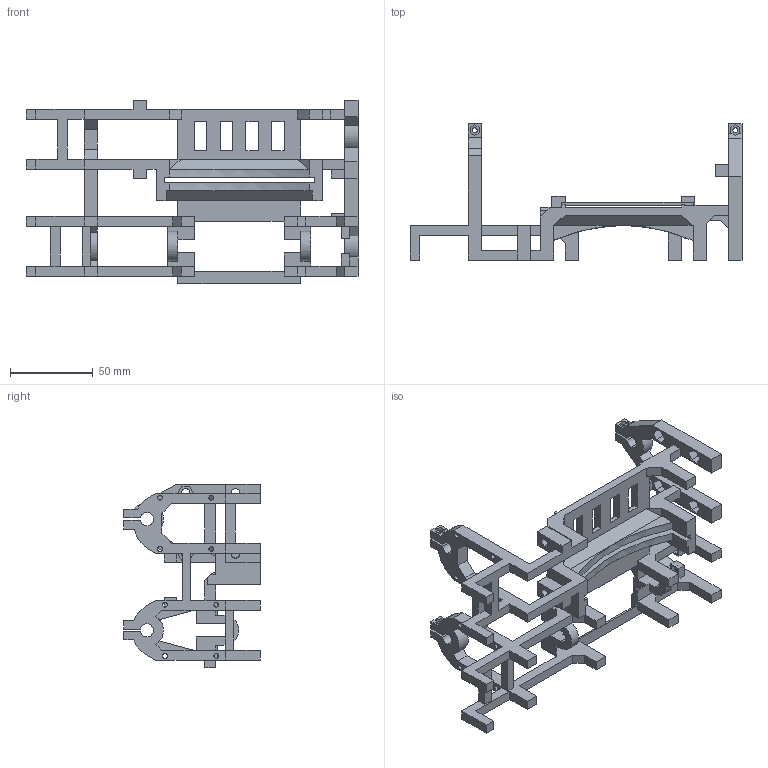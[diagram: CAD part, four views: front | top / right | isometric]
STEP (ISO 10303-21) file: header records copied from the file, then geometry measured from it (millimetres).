
FILE_DESCRIPTION (( 'STEP AP214' ), '1' );
FILE_NAME ('菁釱.STEP', '2023-11-17T16:33:22', ( '' ), ( '' ), 'SwSTEP 2.0', 'SolidWorks 2021', '' );
FILE_SCHEMA (( 'AUTOMOTIVE_DESIGN' ));
Length unit declared in the file: millimetre
Products named in the file (1): 菁釱
Bounding box: 200.1 x 82.37 x 110.5 mm (x, y, z)
Volume: 121750.7 mm3; surface area: 71473.1 mm2
Topology: 1 solids, 1 shells, 561 faces, 1665 edges, 1101 vertices
Faces by surface type: plane 467, cylinder 92, bspline 2
Entity records: 18741 total; most frequent: CARTESIAN_POINT 3392, ORIENTED_EDGE 3330, DIRECTION 2949, EDGE_CURVE 1665, VECTOR 1461, LINE 1461, VERTEX_POINT 1101, AXIS2_PLACEMENT_3D 744
